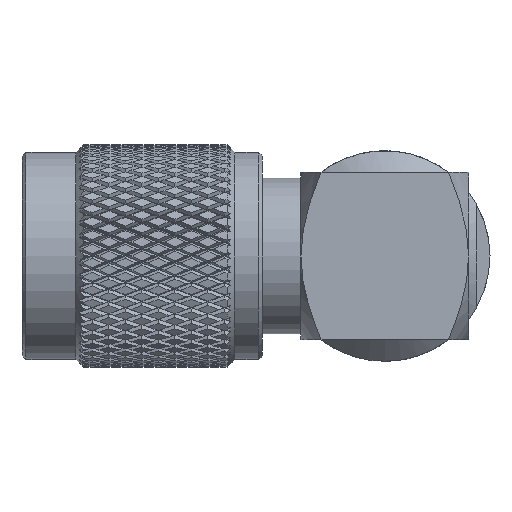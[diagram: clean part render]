
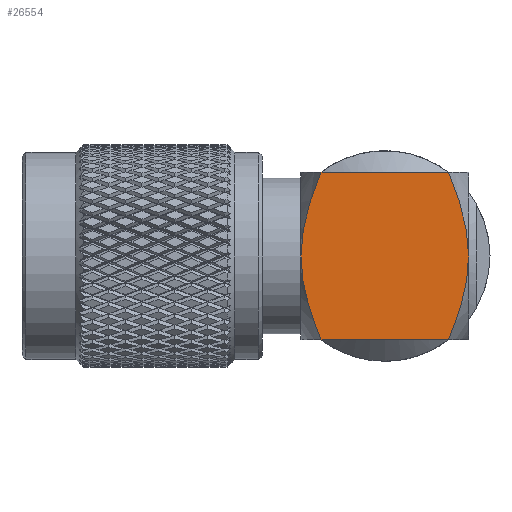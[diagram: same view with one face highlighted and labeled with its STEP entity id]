
A CAD part, front view. The second image highlights one B-rep face of the part: STEP entity #26554.
In plain terms, the highlighted planar face has unit normal (0, -1, 0).
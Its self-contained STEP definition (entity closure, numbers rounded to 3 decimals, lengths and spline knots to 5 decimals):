
#934 = EDGE_CURVE ( 'NONE', #29001, #56014, #92466, .T. ) ;
#2257 = ORIENTED_EDGE ( 'NONE', *, *, #77087, .T. ) ;
#6475 = LINE ( 'NONE', #82359, #105215 ) ;
#10077 = VERTEX_POINT ( 'NONE', #17796 ) ;
#10563 = CARTESIAN_POINT ( 'NONE',  ( 0.20443, -0.215, -0.09197 ) ) ;
#11537 = CARTESIAN_POINT ( 'NONE',  ( 0.16358, -0.215, 0.215 ) ) ;
#13505 = CARTESIAN_POINT ( 'NONE',  ( -0.16358, -0.215, -0.215 ) ) ;
#17657 = ORIENTED_EDGE ( 'NONE', *, *, #34289, .T. ) ;
#17796 = CARTESIAN_POINT ( 'NONE',  ( 0.16358, -0.215, -0.215 ) ) ;
#18402 = CARTESIAN_POINT ( 'NONE',  ( 0.20827, -0.215, -0.07391 ) ) ;
#18458 = VERTEX_POINT ( 'NONE', #13505 ) ;
#19016 = CARTESIAN_POINT ( 'NONE',  ( 0.215, -0.215, 0.03731 ) ) ;
#19084 = CARTESIAN_POINT ( 'NONE',  ( 0.16358, -0.215, -0.215 ) ) ;
#19363 = CARTESIAN_POINT ( 'NONE',  ( 0.19513, -0.215, 0.12741 ) ) ;
#21381 = PLANE ( 'NONE',  #65983 ) ;
#21624 = B_SPLINE_CURVE_WITH_KNOTS ( 'NONE', 3,
 ( #64946, #80781, #98394, #105885, #23710, #32340, #97352, #106236 ),
 .UNSPECIFIED., .F., .F.,
 ( 4, 2, 2, 4 ),
 ( 0.0117, 0.01455, 0.01597, 0.01739 ),
 .UNSPECIFIED. ) ;
#23710 = CARTESIAN_POINT ( 'NONE',  ( -0.18955, -0.215, 0.14523 ) ) ;
#26554 = ADVANCED_FACE ( 'NONE', ( #73708 ), #21381, .F. ) ;
#26931 = ORIENTED_EDGE ( 'NONE', *, *, #934, .F. ) ;
#27645 = CARTESIAN_POINT ( 'NONE',  ( 0.17727, -0.215, 0.18046 ) ) ;
#28848 = EDGE_CURVE ( 'NONE', #18458, #37304, #28936, .T. ) ;
#28936 = B_SPLINE_CURVE_WITH_KNOTS ( 'NONE', 3,
 ( #55509, #87101, #37982, #95494, #103676, #87467, #38326, #95848 ),
 .UNSPECIFIED., .F., .F.,
 ( 4, 2, 2, 4 ),
 ( 0.00605, 0.00888, 0.01029, 0.0117 ),
 .UNSPECIFIED. ) ;
#29001 = VERTEX_POINT ( 'NONE', #66583 ) ;
#32019 = B_SPLINE_CURVE_WITH_KNOTS ( 'NONE', 3,
 ( #92644, #19016, #35524, #19363, #92996, #27645, #85012, #11537 ),
 .UNSPECIFIED., .F., .F.,
 ( 4, 2, 2, 4 ),
 ( 0.0117, 0.01455, 0.01597, 0.01739 ),
 .UNSPECIFIED. ) ;
#32340 = CARTESIAN_POINT ( 'NONE',  ( -0.17727, -0.215, 0.18046 ) ) ;
#34289 = EDGE_CURVE ( 'NONE', #69326, #56014, #32019, .T. ) ;
#35524 = CARTESIAN_POINT ( 'NONE',  ( 0.20921, -0.215, 0.07369 ) ) ;
#35769 = CARTESIAN_POINT ( 'NONE',  ( -0.215, -0.215, 0. ) ) ;
#36151 = ORIENTED_EDGE ( 'NONE', *, *, #59953, .F. ) ;
#37304 = VERTEX_POINT ( 'NONE', #35769 ) ;
#37982 = CARTESIAN_POINT ( 'NONE',  ( -0.19035, -0.215, -0.14559 ) ) ;
#38326 = CARTESIAN_POINT ( 'NONE',  ( -0.215, -0.215, -0.01849 ) ) ;
#53777 = EDGE_LOOP ( 'NONE', ( #2257, #68875, #17657, #26931, #36151, #89548 ) ) ;
#53986 = CARTESIAN_POINT ( 'NONE',  ( -0.215, -0.215, 0.215 ) ) ;
#55509 = CARTESIAN_POINT ( 'NONE',  ( -0.16358, -0.215, -0.215 ) ) ;
#56014 = VERTEX_POINT ( 'NONE', #81839 ) ;
#58650 = CARTESIAN_POINT ( 'NONE',  ( -0.215, -0.215, 0.215 ) ) ;
#59952 = CARTESIAN_POINT ( 'NONE',  ( 0.19035, -0.215, -0.14559 ) ) ;
#59953 = EDGE_CURVE ( 'NONE', #37304, #29001, #21624, .T. ) ;
#64946 = CARTESIAN_POINT ( 'NONE',  ( -0.215, -0.215, 0. ) ) ;
#65557 = CARTESIAN_POINT ( 'NONE',  ( 0.215, -0.215, 0. ) ) ;
#65983 = AXIS2_PLACEMENT_3D ( 'NONE', #53986, #77371, #78783 ) ;
#66517 = DIRECTION ( 'NONE',  ( 1., 0., 0. ) ) ;
#66583 = CARTESIAN_POINT ( 'NONE',  ( -0.16358, -0.215, 0.215 ) ) ;
#66732 = VECTOR ( 'NONE', #84457, 39.37008 ) ;
#68875 = ORIENTED_EDGE ( 'NONE', *, *, #80987, .T. ) ;
#69326 = VERTEX_POINT ( 'NONE', #65557 ) ;
#73708 = FACE_OUTER_BOUND ( 'NONE', #53777, .T. ) ;
#76860 = CARTESIAN_POINT ( 'NONE',  ( 0.215, -0.215, 0. ) ) ;
#77087 = EDGE_CURVE ( 'NONE', #18458, #10077, #6475, .T. ) ;
#77203 = CARTESIAN_POINT ( 'NONE',  ( 0.1776, -0.215, -0.18068 ) ) ;
#77371 = DIRECTION ( 'NONE',  ( 0., 1., 0. ) ) ;
#78783 = DIRECTION ( 'NONE',  ( 0., 0., 1. ) ) ;
#80781 = CARTESIAN_POINT ( 'NONE',  ( -0.215, -0.215, 0.03731 ) ) ;
#80987 = EDGE_CURVE ( 'NONE', #10077, #69326, #99368, .T. ) ;
#81839 = CARTESIAN_POINT ( 'NONE',  ( 0.16358, -0.215, 0.215 ) ) ;
#82359 = CARTESIAN_POINT ( 'NONE',  ( -0.215, -0.215, -0.215 ) ) ;
#84457 = DIRECTION ( 'NONE',  ( 1., 0., 0. ) ) ;
#85012 = CARTESIAN_POINT ( 'NONE',  ( 0.1706, -0.215, 0.19782 ) ) ;
#87101 = CARTESIAN_POINT ( 'NONE',  ( -0.1776, -0.215, -0.18068 ) ) ;
#87467 = CARTESIAN_POINT ( 'NONE',  ( -0.21357, -0.215, -0.03726 ) ) ;
#89548 = ORIENTED_EDGE ( 'NONE', *, *, #28848, .F. ) ;
#92347 = CARTESIAN_POINT ( 'NONE',  ( 0.215, -0.215, -0.01849 ) ) ;
#92466 = LINE ( 'NONE', #58650, #66732 ) ;
#92644 = CARTESIAN_POINT ( 'NONE',  ( 0.215, -0.215, 0. ) ) ;
#92996 = CARTESIAN_POINT ( 'NONE',  ( 0.18955, -0.215, 0.14523 ) ) ;
#93418 = CARTESIAN_POINT ( 'NONE',  ( 0.21357, -0.215, -0.03726 ) ) ;
#95494 = CARTESIAN_POINT ( 'NONE',  ( -0.20443, -0.215, -0.09197 ) ) ;
#95848 = CARTESIAN_POINT ( 'NONE',  ( -0.215, -0.215, 0. ) ) ;
#97352 = CARTESIAN_POINT ( 'NONE',  ( -0.1706, -0.215, 0.19782 ) ) ;
#98394 = CARTESIAN_POINT ( 'NONE',  ( -0.20921, -0.215, 0.07369 ) ) ;
#99368 = B_SPLINE_CURVE_WITH_KNOTS ( 'NONE', 3,
 ( #19084, #77203, #59952, #10563, #18402, #93418, #92347, #76860 ),
 .UNSPECIFIED., .F., .F.,
 ( 4, 2, 2, 4 ),
 ( 0.00605, 0.00888, 0.01029, 0.0117 ),
 .UNSPECIFIED. ) ;
#103676 = CARTESIAN_POINT ( 'NONE',  ( -0.20827, -0.215, -0.07391 ) ) ;
#105215 = VECTOR ( 'NONE', #66517, 39.37008 ) ;
#105885 = CARTESIAN_POINT ( 'NONE',  ( -0.19513, -0.215, 0.12741 ) ) ;
#106236 = CARTESIAN_POINT ( 'NONE',  ( -0.16358, -0.215, 0.215 ) ) ;
